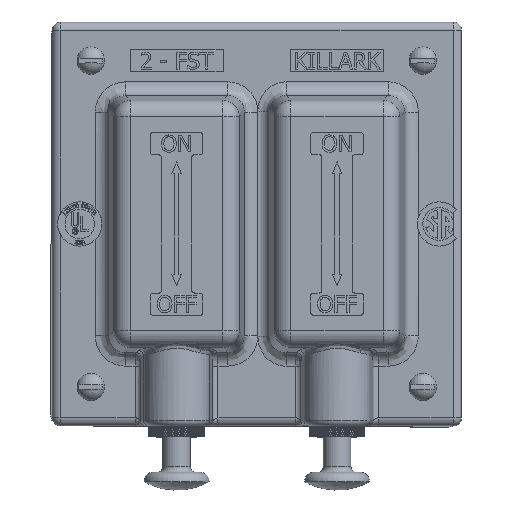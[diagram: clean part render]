
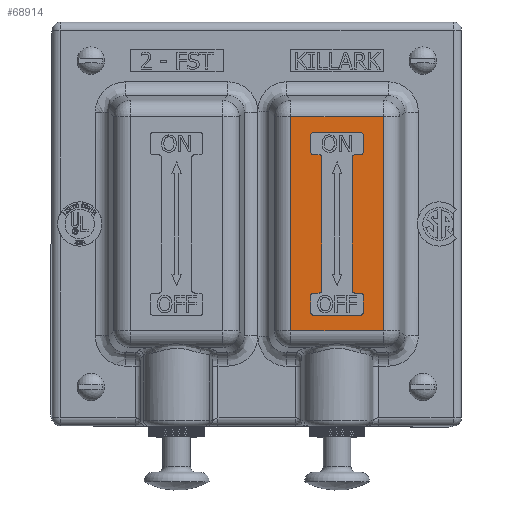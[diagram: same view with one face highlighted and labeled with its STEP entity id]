
A CAD part, top view. The second image highlights one B-rep face of the part: STEP entity #68914.
In plain terms, the highlighted planar face has unit normal (0, 0, 1).
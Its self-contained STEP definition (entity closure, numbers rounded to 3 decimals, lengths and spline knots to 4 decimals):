
#3327=FACE_BOUND('',#11259,.T.);
#3555=PLANE('',#73377);
#6983=FACE_OUTER_BOUND('',#11258,.T.);
#11258=EDGE_LOOP('',(#49446,#49447,#49448,#49449));
#11259=EDGE_LOOP('',(#49450,#49451,#49452,#49453,#49454,#49455,#49456,#49457,
#49458,#49459,#49460,#49461,#49462,#49463,#49464,#49465,#49466,#49467,#49468,
#49469,#49470,#49471,#49472,#49473));
#15693=LINE('',#106199,#22756);
#15695=LINE('',#106202,#22758);
#15700=LINE('',#106211,#22763);
#15737=LINE('',#106338,#22800);
#15738=LINE('',#106343,#22801);
#15739=LINE('',#106347,#22802);
#15740=LINE('',#106351,#22803);
#15741=LINE('',#106355,#22804);
#15742=LINE('',#106359,#22805);
#15743=LINE('',#106363,#22806);
#15744=LINE('',#106367,#22807);
#15745=LINE('',#106371,#22808);
#15746=LINE('',#106375,#22809);
#15747=LINE('',#106379,#22810);
#15748=LINE('',#106383,#22811);
#15749=LINE('',#106386,#22812);
#22756=VECTOR('',#80770,0.3937);
#22758=VECTOR('',#80774,0.3937);
#22763=VECTOR('',#80785,0.3937);
#22800=VECTOR('',#80928,0.3937);
#22801=VECTOR('',#80931,0.3937);
#22802=VECTOR('',#80934,0.3937);
#22803=VECTOR('',#80937,0.3937);
#22804=VECTOR('',#80940,0.3937);
#22805=VECTOR('',#80943,0.3937);
#22806=VECTOR('',#80946,0.3937);
#22807=VECTOR('',#80949,0.3937);
#22808=VECTOR('',#80952,0.3937);
#22809=VECTOR('',#80955,0.3937);
#22810=VECTOR('',#80958,0.3937);
#22811=VECTOR('',#80961,0.3937);
#22812=VECTOR('',#80964,0.3937);
#29434=CIRCLE('',#73378,0.0312);
#29435=CIRCLE('',#73379,0.0313);
#29436=CIRCLE('',#73380,0.0313);
#29437=CIRCLE('',#73381,0.0313);
#29438=CIRCLE('',#73382,0.0313);
#29439=CIRCLE('',#73383,0.0313);
#29440=CIRCLE('',#73384,0.0313);
#29441=CIRCLE('',#73385,0.0313);
#29442=CIRCLE('',#73386,0.0313);
#29443=CIRCLE('',#73387,0.0313);
#29444=CIRCLE('',#73388,0.0312);
#29445=CIRCLE('',#73389,0.0312);
#30650=VERTEX_POINT('',#104884);
#30657=VERTEX_POINT('',#104929);
#30794=VERTEX_POINT('',#106197);
#30795=VERTEX_POINT('',#106208);
#30833=VERTEX_POINT('',#106339);
#30834=VERTEX_POINT('',#106340);
#30835=VERTEX_POINT('',#106342);
#30836=VERTEX_POINT('',#106344);
#30837=VERTEX_POINT('',#106346);
#30838=VERTEX_POINT('',#106348);
#30839=VERTEX_POINT('',#106350);
#30840=VERTEX_POINT('',#106352);
#30841=VERTEX_POINT('',#106354);
#30842=VERTEX_POINT('',#106356);
#30843=VERTEX_POINT('',#106358);
#30844=VERTEX_POINT('',#106360);
#30845=VERTEX_POINT('',#106362);
#30846=VERTEX_POINT('',#106364);
#30847=VERTEX_POINT('',#106366);
#30848=VERTEX_POINT('',#106368);
#30849=VERTEX_POINT('',#106370);
#30850=VERTEX_POINT('',#106372);
#30851=VERTEX_POINT('',#106374);
#30852=VERTEX_POINT('',#106376);
#30853=VERTEX_POINT('',#106378);
#30854=VERTEX_POINT('',#106380);
#30855=VERTEX_POINT('',#106382);
#30856=VERTEX_POINT('',#106384);
#37628=EDGE_CURVE('',#30794,#30657,#15693,.T.);
#37630=EDGE_CURVE('',#30657,#30650,#15695,.T.);
#37636=EDGE_CURVE('',#30650,#30795,#15700,.T.);
#37704=EDGE_CURVE('',#30795,#30794,#15737,.T.);
#37705=EDGE_CURVE('',#30833,#30834,#29434,.T.);
#37706=EDGE_CURVE('',#30834,#30835,#15738,.T.);
#37707=EDGE_CURVE('',#30835,#30836,#29435,.T.);
#37708=EDGE_CURVE('',#30836,#30837,#15739,.T.);
#37709=EDGE_CURVE('',#30837,#30838,#29436,.T.);
#37710=EDGE_CURVE('',#30838,#30839,#15740,.T.);
#37711=EDGE_CURVE('',#30839,#30840,#29437,.T.);
#37712=EDGE_CURVE('',#30840,#30841,#15741,.T.);
#37713=EDGE_CURVE('',#30841,#30842,#29438,.T.);
#37714=EDGE_CURVE('',#30842,#30843,#15742,.T.);
#37715=EDGE_CURVE('',#30843,#30844,#29439,.T.);
#37716=EDGE_CURVE('',#30844,#30845,#15743,.T.);
#37717=EDGE_CURVE('',#30845,#30846,#29440,.T.);
#37718=EDGE_CURVE('',#30846,#30847,#15744,.T.);
#37719=EDGE_CURVE('',#30847,#30848,#29441,.T.);
#37720=EDGE_CURVE('',#30848,#30849,#15745,.T.);
#37721=EDGE_CURVE('',#30849,#30850,#29442,.T.);
#37722=EDGE_CURVE('',#30850,#30851,#15746,.T.);
#37723=EDGE_CURVE('',#30851,#30852,#29443,.T.);
#37724=EDGE_CURVE('',#30852,#30853,#15747,.T.);
#37725=EDGE_CURVE('',#30853,#30854,#29444,.T.);
#37726=EDGE_CURVE('',#30854,#30855,#15748,.T.);
#37727=EDGE_CURVE('',#30855,#30856,#29445,.T.);
#37728=EDGE_CURVE('',#30856,#30833,#15749,.T.);
#49446=ORIENTED_EDGE('',*,*,#37636,.F.);
#49447=ORIENTED_EDGE('',*,*,#37630,.F.);
#49448=ORIENTED_EDGE('',*,*,#37628,.F.);
#49449=ORIENTED_EDGE('',*,*,#37704,.F.);
#49450=ORIENTED_EDGE('',*,*,#37705,.T.);
#49451=ORIENTED_EDGE('',*,*,#37706,.T.);
#49452=ORIENTED_EDGE('',*,*,#37707,.T.);
#49453=ORIENTED_EDGE('',*,*,#37708,.T.);
#49454=ORIENTED_EDGE('',*,*,#37709,.T.);
#49455=ORIENTED_EDGE('',*,*,#37710,.T.);
#49456=ORIENTED_EDGE('',*,*,#37711,.T.);
#49457=ORIENTED_EDGE('',*,*,#37712,.T.);
#49458=ORIENTED_EDGE('',*,*,#37713,.T.);
#49459=ORIENTED_EDGE('',*,*,#37714,.T.);
#49460=ORIENTED_EDGE('',*,*,#37715,.T.);
#49461=ORIENTED_EDGE('',*,*,#37716,.T.);
#49462=ORIENTED_EDGE('',*,*,#37717,.T.);
#49463=ORIENTED_EDGE('',*,*,#37718,.T.);
#49464=ORIENTED_EDGE('',*,*,#37719,.T.);
#49465=ORIENTED_EDGE('',*,*,#37720,.T.);
#49466=ORIENTED_EDGE('',*,*,#37721,.T.);
#49467=ORIENTED_EDGE('',*,*,#37722,.T.);
#49468=ORIENTED_EDGE('',*,*,#37723,.T.);
#49469=ORIENTED_EDGE('',*,*,#37724,.T.);
#49470=ORIENTED_EDGE('',*,*,#37725,.T.);
#49471=ORIENTED_EDGE('',*,*,#37726,.T.);
#49472=ORIENTED_EDGE('',*,*,#37727,.T.);
#49473=ORIENTED_EDGE('',*,*,#37728,.T.);
#68914=ADVANCED_FACE('',(#6983,#3327),#3555,.T.);
#73377=AXIS2_PLACEMENT_3D('',#106337,#80926,#80927);
#73378=AXIS2_PLACEMENT_3D('',#106341,#80929,#80930);
#73379=AXIS2_PLACEMENT_3D('',#106345,#80932,#80933);
#73380=AXIS2_PLACEMENT_3D('',#106349,#80935,#80936);
#73381=AXIS2_PLACEMENT_3D('',#106353,#80938,#80939);
#73382=AXIS2_PLACEMENT_3D('',#106357,#80941,#80942);
#73383=AXIS2_PLACEMENT_3D('',#106361,#80944,#80945);
#73384=AXIS2_PLACEMENT_3D('',#106365,#80947,#80948);
#73385=AXIS2_PLACEMENT_3D('',#106369,#80950,#80951);
#73386=AXIS2_PLACEMENT_3D('',#106373,#80953,#80954);
#73387=AXIS2_PLACEMENT_3D('',#106377,#80956,#80957);
#73388=AXIS2_PLACEMENT_3D('',#106381,#80959,#80960);
#73389=AXIS2_PLACEMENT_3D('',#106385,#80962,#80963);
#80770=DIRECTION('',(0.,1.,0.));
#80774=DIRECTION('',(1.,0.,0.));
#80785=DIRECTION('',(0.,-1.,0.));
#80926=DIRECTION('center_axis',(0.,0.,1.));
#80927=DIRECTION('ref_axis',(1.,0.,0.));
#80928=DIRECTION('',(-1.,0.,0.));
#80929=DIRECTION('center_axis',(0.,0.,-1.));
#80930=DIRECTION('ref_axis',(-1.,0.,0.));
#80931=DIRECTION('',(0.,1.,0.));
#80932=DIRECTION('center_axis',(0.,0.,-1.));
#80933=DIRECTION('ref_axis',(0.,1.,0.));
#80934=DIRECTION('',(1.,0.,0.));
#80935=DIRECTION('center_axis',(0.,0.,-1.));
#80936=DIRECTION('ref_axis',(1.,0.,0.));
#80937=DIRECTION('',(0.,-1.,0.));
#80938=DIRECTION('center_axis',(0.,0.,-1.));
#80939=DIRECTION('ref_axis',(0.,-1.,0.));
#80940=DIRECTION('',(-1.,0.,0.));
#80941=DIRECTION('center_axis',(0.,0.,1.));
#80942=DIRECTION('ref_axis',(0.,-1.,0.));
#80943=DIRECTION('',(0.,-1.,0.));
#80944=DIRECTION('center_axis',(0.,0.,1.));
#80945=DIRECTION('ref_axis',(1.,0.,0.));
#80946=DIRECTION('',(1.,0.,0.));
#80947=DIRECTION('center_axis',(0.,0.,-1.));
#80948=DIRECTION('ref_axis',(1.,0.,0.));
#80949=DIRECTION('',(0.,-1.,0.));
#80950=DIRECTION('center_axis',(0.,0.,-1.));
#80951=DIRECTION('ref_axis',(0.,-1.,0.));
#80952=DIRECTION('',(-1.,0.,0.));
#80953=DIRECTION('center_axis',(0.,0.,-1.));
#80954=DIRECTION('ref_axis',(-1.,0.,0.));
#80955=DIRECTION('',(0.,1.,0.));
#80956=DIRECTION('center_axis',(0.,0.,-1.));
#80957=DIRECTION('ref_axis',(0.,1.,0.));
#80958=DIRECTION('',(1.,0.,0.));
#80959=DIRECTION('center_axis',(0.,0.,1.));
#80960=DIRECTION('ref_axis',(0.,1.,0.));
#80961=DIRECTION('',(0.,1.,0.));
#80962=DIRECTION('center_axis',(0.,0.,1.));
#80963=DIRECTION('ref_axis',(-1.,0.,0.));
#80964=DIRECTION('',(-1.,0.,0.));
#104884=CARTESIAN_POINT('',(1.4279,1.2091,1.));
#104929=CARTESIAN_POINT('',(0.3846,1.2091,1.));
#106197=CARTESIAN_POINT('',(0.3846,-1.2091,1.));
#106199=CARTESIAN_POINT('',(0.3846,0.6875,1.));
#106202=CARTESIAN_POINT('',(1.25,1.2091,1.));
#106208=CARTESIAN_POINT('',(1.4279,-1.2091,1.));
#106211=CARTESIAN_POINT('',(1.4279,-0.6875,1.));
#106337=CARTESIAN_POINT('Origin',(0.9063,0.,1.));
#106338=CARTESIAN_POINT('',(0.5625,-1.2091,1.));
#106339=CARTESIAN_POINT('',(0.6406,0.7813,1.));
#106340=CARTESIAN_POINT('',(0.6094,0.8125,1.));
#106341=CARTESIAN_POINT('Origin',(0.6406,0.8125,1.));
#106342=CARTESIAN_POINT('',(0.6094,1.,1.));
#106343=CARTESIAN_POINT('',(0.6094,0.4063,1.));
#106344=CARTESIAN_POINT('',(0.6406,1.0313,1.));
#106345=CARTESIAN_POINT('Origin',(0.6406,1.,1.));
#106346=CARTESIAN_POINT('',(1.1719,1.0313,1.));
#106347=CARTESIAN_POINT('',(0.7734,1.0313,1.));
#106348=CARTESIAN_POINT('',(1.2031,1.,1.));
#106349=CARTESIAN_POINT('Origin',(1.1719,1.,1.));
#106350=CARTESIAN_POINT('',(1.2031,0.8125,1.));
#106351=CARTESIAN_POINT('',(1.2031,0.5,1.));
#106352=CARTESIAN_POINT('',(1.1719,0.7813,1.));
#106353=CARTESIAN_POINT('Origin',(1.1719,0.8125,1.));
#106354=CARTESIAN_POINT('',(1.1094,0.7813,1.));
#106355=CARTESIAN_POINT('',(1.0391,0.7813,1.));
#106356=CARTESIAN_POINT('',(1.0781,0.75,1.));
#106357=CARTESIAN_POINT('Origin',(1.1094,0.75,1.));
#106358=CARTESIAN_POINT('',(1.0781,-0.75,1.));
#106359=CARTESIAN_POINT('',(1.0781,0.375,1.));
#106360=CARTESIAN_POINT('',(1.1094,-0.7813,1.));
#106361=CARTESIAN_POINT('Origin',(1.1094,-0.75,1.));
#106362=CARTESIAN_POINT('',(1.1719,-0.7813,1.));
#106363=CARTESIAN_POINT('',(1.0078,-0.7813,1.));
#106364=CARTESIAN_POINT('',(1.2031,-0.8125,1.));
#106365=CARTESIAN_POINT('Origin',(1.1719,-0.8125,1.));
#106366=CARTESIAN_POINT('',(1.2031,-1.,1.));
#106367=CARTESIAN_POINT('',(1.2031,-0.4063,1.));
#106368=CARTESIAN_POINT('',(1.1719,-1.0313,1.));
#106369=CARTESIAN_POINT('Origin',(1.1719,-1.,1.));
#106370=CARTESIAN_POINT('',(0.6406,-1.0313,1.));
#106371=CARTESIAN_POINT('',(1.0391,-1.0313,1.));
#106372=CARTESIAN_POINT('',(0.6094,-1.,1.));
#106373=CARTESIAN_POINT('Origin',(0.6406,-1.,1.));
#106374=CARTESIAN_POINT('',(0.6094,-0.8125,1.));
#106375=CARTESIAN_POINT('',(0.6094,-0.5,1.));
#106376=CARTESIAN_POINT('',(0.6406,-0.7813,1.));
#106377=CARTESIAN_POINT('Origin',(0.6406,-0.8125,1.));
#106378=CARTESIAN_POINT('',(0.7031,-0.7813,1.));
#106379=CARTESIAN_POINT('',(0.7734,-0.7813,1.));
#106380=CARTESIAN_POINT('',(0.7344,-0.75,1.));
#106381=CARTESIAN_POINT('Origin',(0.7031,-0.75,1.));
#106382=CARTESIAN_POINT('',(0.7344,0.75,1.));
#106383=CARTESIAN_POINT('',(0.7344,-0.375,1.));
#106384=CARTESIAN_POINT('',(0.7031,0.7813,1.));
#106385=CARTESIAN_POINT('Origin',(0.7031,0.75,1.));
#106386=CARTESIAN_POINT('',(0.8047,0.7813,1.));
